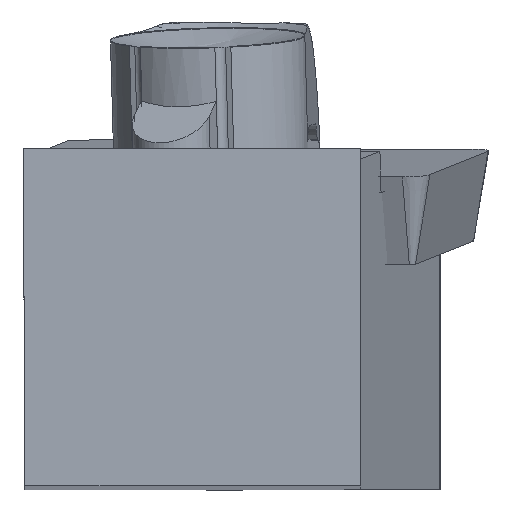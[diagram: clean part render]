
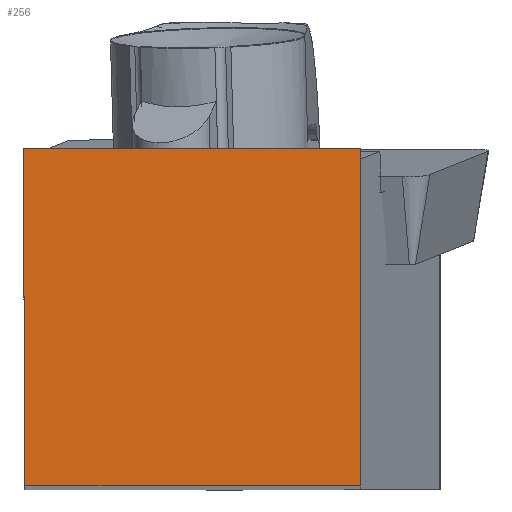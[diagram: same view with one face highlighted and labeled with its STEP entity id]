
A CAD part, top view. The second image highlights one B-rep face of the part: STEP entity #256.
In plain terms, the highlighted planar face has unit normal (0, 0, 1).
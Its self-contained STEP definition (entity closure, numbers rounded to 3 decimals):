
#256=ADVANCED_FACE('',(#373),#325,.T.);
#325=PLANE('',#1461);
#373=FACE_OUTER_BOUND('',#447,.T.);
#447=EDGE_LOOP('',(#600,#601,#602,#603));
#600=ORIENTED_EDGE('',*,*,#1049,.F.);
#601=ORIENTED_EDGE('',*,*,#1074,.T.);
#602=ORIENTED_EDGE('',*,*,#1067,.T.);
#603=ORIENTED_EDGE('',*,*,#1070,.F.);
#914=VERTEX_POINT('',#1966);
#915=VERTEX_POINT('',#1968);
#931=VERTEX_POINT('',#2003);
#932=VERTEX_POINT('',#2005);
#1049=EDGE_CURVE('',#914,#915,#1233,.T.);
#1067=EDGE_CURVE('',#932,#931,#1250,.T.);
#1070=EDGE_CURVE('',#915,#931,#1253,.T.);
#1074=EDGE_CURVE('',#914,#932,#1257,.T.);
#1233=LINE('',#1967,#1343);
#1250=LINE('',#2004,#1360);
#1253=LINE('',#2009,#1363);
#1257=LINE('',#2014,#1367);
#1343=VECTOR('',#1618,1.);
#1360=VECTOR('',#1641,1.);
#1363=VECTOR('',#1646,1.);
#1367=VECTOR('',#1652,1.);
#1461=AXIS2_PLACEMENT_3D('',#2024,#1661,#1662);
#1618=DIRECTION('',(-1.,0.,0.));
#1641=DIRECTION('',(-1.,0.,0.));
#1646=DIRECTION('',(-0.004,1.,0.));
#1652=DIRECTION('',(0.,1.,0.));
#1661=DIRECTION('',(0.,0.,1.));
#1662=DIRECTION('',(-1.,-0.027,0.));
#1966=CARTESIAN_POINT('',(11.87,0.,0.));
#1967=CARTESIAN_POINT('',(0.,0.,
0.));
#1968=CARTESIAN_POINT('',(0.052,0.,0.));
#2003=CARTESIAN_POINT('',(0.,11.875,0.));
#2004=CARTESIAN_POINT('',(0.,11.875,0.));
#2005=CARTESIAN_POINT('',(11.87,11.875,0.));
#2009=CARTESIAN_POINT('',(0.,11.875,0.));
#2014=CARTESIAN_POINT('',(11.87,11.875,0.));
#2024=CARTESIAN_POINT('',(0.,11.875,0.));
